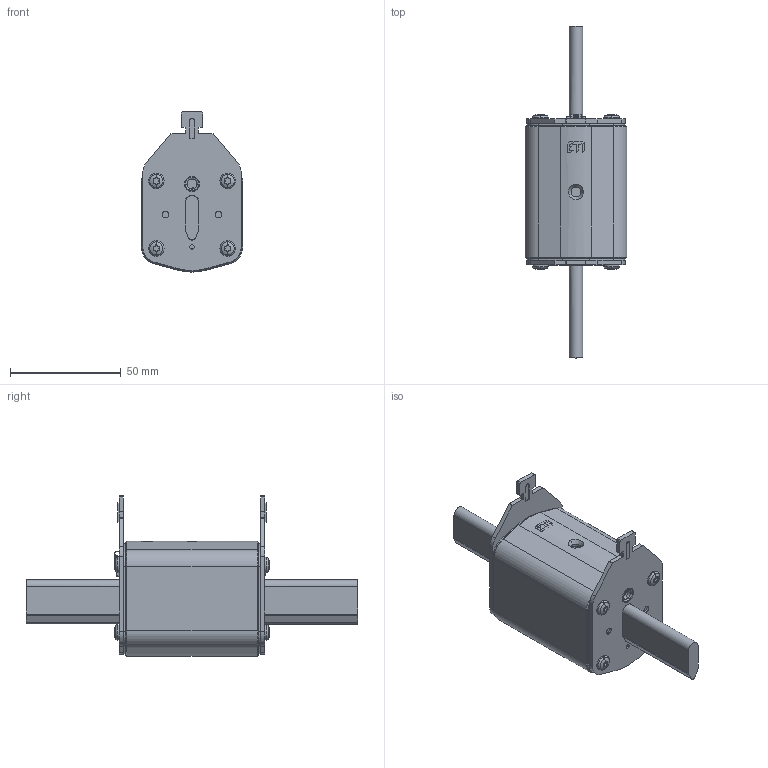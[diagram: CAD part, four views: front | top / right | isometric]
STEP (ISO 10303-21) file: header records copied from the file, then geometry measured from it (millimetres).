
FILE_DESCRIPTION((''),'2;1');
FILE_NAME('NV_2C_ETI','2018-01-24T',('matic.bajda'),('Audax d.o.o.'),'CREO PARAMETRIC BY PTC INC, 2016260','CREO PARAMETRIC BY PTC INC, 2016260','');
FILE_SCHEMA(('AUTOMOTIVE_DESIGN { 1 0 10303 214 1 1 1 1 }'));
Length unit declared in the file: millimetre
Products named in the file (1): NV_2C_ETI
Bounding box: 46 x 150.2 x 72.5 mm (x, y, z)
Volume: 150365.1 mm3; surface area: 29872.4 mm2
Topology: 1 solids, 37 shells, 948 faces, 2575 edges, 1666 vertices
Faces by surface type: cylinder 450, plane 358, cone 71, torus 35, bspline 18, sphere 16
Entity records: 36120 total; most frequent: CARTESIAN_POINT 11639, DIRECTION 5229, ORIENTED_EDGE 5006, EDGE_CURVE 2543, AXIS2_PLACEMENT_3D 1984, VERTEX_POINT 1666, VECTOR 1261, LINE 1261
